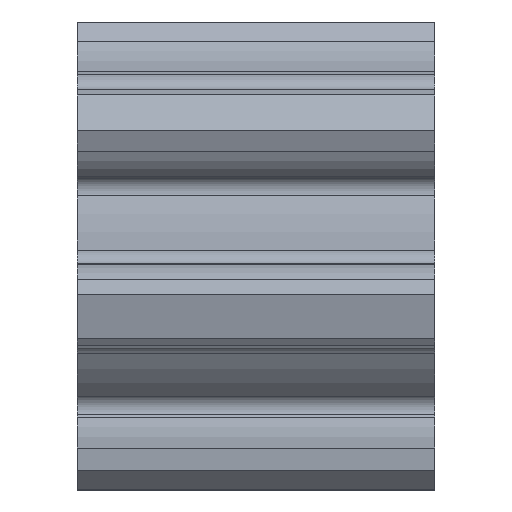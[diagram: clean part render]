
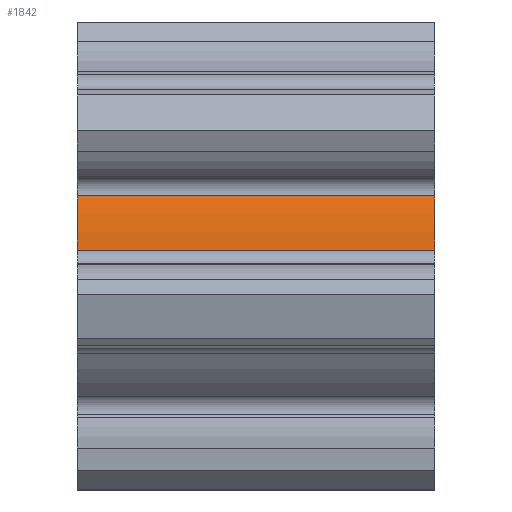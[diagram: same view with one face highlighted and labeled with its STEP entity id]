
A CAD part, left-side view. The second image highlights one B-rep face of the part: STEP entity #1842.
In plain terms, the highlighted cylindrical face has radius 6 mm (diameter 12 mm), a partial arc.
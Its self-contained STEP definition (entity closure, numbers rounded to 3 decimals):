
#287=CARTESIAN_POINT('Axis2P3D Location',(0.,5.9,0.)) ;
#1795=CARTESIAN_POINT('Vertex',(-5.985,0.,0.421)) ;
#1798=CARTESIAN_POINT('Line Origine',(-5.985,5.9,0.421)) ;
#1802=CARTESIAN_POINT('Vertex',(-5.985,11.8,0.421)) ;
#1817=CARTESIAN_POINT('Axis2P3D Location',(0.,11.8,0.)) ;
#1821=CARTESIAN_POINT('Vertex',(-5.575,11.8,2.218)) ;
#1824=CARTESIAN_POINT('Axis2P3D Location',(0.,0.,0.)) ;
#1828=CARTESIAN_POINT('Vertex',(-5.575,0.,2.218)) ;
#1831=CARTESIAN_POINT('Line Origine',(-5.575,5.9,2.218)) ;
#288=DIRECTION('Axis2P3D Direction',(0.,1.,-0.)) ;
#289=DIRECTION('Axis2P3D XDirection',(0.29,0.,0.957)) ;
#1799=DIRECTION('Vector Direction',(0.,1.,0.)) ;
#1818=DIRECTION('Axis2P3D Direction',(0.,1.,-0.)) ;
#1825=DIRECTION('Axis2P3D Direction',(0.,1.,-0.)) ;
#1832=DIRECTION('Vector Direction',(0.,1.,0.)) ;
#290=AXIS2_PLACEMENT_3D('Cylinder Axis2P3D',#287,#288,#289) ;
#1819=AXIS2_PLACEMENT_3D('Circle Axis2P3D',#1817,#1818,$) ;
#1826=AXIS2_PLACEMENT_3D('Circle Axis2P3D',#1824,#1825,$) ;
#1837=ORIENTED_EDGE('',*,*,#1823,.F.) ;
#1838=ORIENTED_EDGE('',*,*,#1804,.F.) ;
#1839=ORIENTED_EDGE('',*,*,#1830,.T.) ;
#1840=ORIENTED_EDGE('',*,*,#1835,.T.) ;
#1800=VECTOR('Line Direction',#1799,1.) ;
#1833=VECTOR('Line Direction',#1832,1.) ;
#1842=ADVANCED_FACE('Corps principal',(#1841),#291,.T.) ;
#1820=CIRCLE('generated circle',#1819,6.) ;
#1827=CIRCLE('generated circle',#1826,6.) ;
#291=CYLINDRICAL_SURFACE('generated cylinder',#290,6.) ;
#1804=EDGE_CURVE('',#1796,#1803,#1801,.T.) ;
#1823=EDGE_CURVE('',#1803,#1822,#1820,.T.) ;
#1830=EDGE_CURVE('',#1796,#1829,#1827,.T.) ;
#1835=EDGE_CURVE('',#1829,#1822,#1834,.T.) ;
#1836=EDGE_LOOP('',(#1837,#1838,#1839,#1840)) ;
#1841=FACE_OUTER_BOUND('',#1836,.T.) ;
#1801=LINE('Line',#1798,#1800) ;
#1834=LINE('Line',#1831,#1833) ;
#1796=VERTEX_POINT('',#1795) ;
#1803=VERTEX_POINT('',#1802) ;
#1822=VERTEX_POINT('',#1821) ;
#1829=VERTEX_POINT('',#1828) ;
